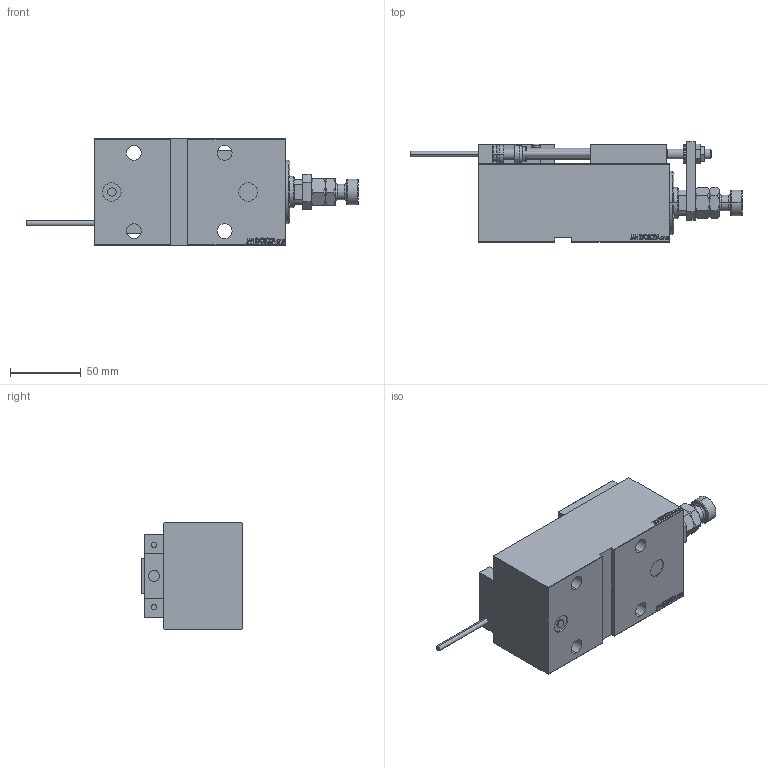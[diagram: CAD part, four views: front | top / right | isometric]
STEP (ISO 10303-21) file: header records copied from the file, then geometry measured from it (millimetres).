
FILE_DESCRIPTION (( 'STEP AP203' ), '1' );
FILE_NAME ('396d.STEP', '2024-02-12T06:17:53', ( '' ), ( '' ), 'SwSTEP 2.0', 'SolidWorks 2019', '' );
FILE_SCHEMA (( 'CONFIG_CONTROL_DESIGN' ));
Length unit declared in the file: millimetre
Products named in the file (17): ALLEN BOLT D5 dd793285cbdbed437b1c9fb0693f6b24; SWITCH X dd793285cbdbed437b1c9fb0693f6b24; X_Y_MFA dd793285cbdbed437b1c9fb0693f6b24; ALLEN BOLT D8 dd793285cbdbed437b1c9fb0693f6b24; Block dd793285cbdbed437b1c9fb0693f6b24; V450CM_E_VCP dd793285cbdbed437b1c9fb0693f6b24; V450CM_VC_B dd793285cbdbed437b1c9fb0693f6b24; NUT_D10 dd793285cbdbed437b1c9fb0693f6b24; 396d; SWITCH_X_FRONT_BACK dd793285cbdbed437b1c9fb0693f6b24; ZARAZKA dd793285cbdbed437b1c9fb0693f6b24; MAGNET dd793285cbdbed437b1c9fb0693f6b24; SWITCH DIM B,W dd793285cbdbed437b1c9fb0693f6b24; NUT_D12 dd793285cbdbed437b1c9fb0693f6b24; TYC_L79 dd793285cbdbed437b1c9fb0693f6b24; KONCOVKA dd793285cbdbed437b1c9fb0693f6b24; V450CM_E_Body dd793285cbdbed437b1c9fb0693f6b24
Assembly tree (26 placements, depth 3):
  396d
    V450CM_E_Body dd793285cbdbed437b1c9fb0693f6b24
    V450CM_E_VCP dd793285cbdbed437b1c9fb0693f6b24
    V450CM_VC_B dd793285cbdbed437b1c9fb0693f6b24
    SWITCH X dd793285cbdbed437b1c9fb0693f6b24
      SWITCH_X_FRONT_BACK dd793285cbdbed437b1c9fb0693f6b24  x2
      TYC_L79 dd793285cbdbed437b1c9fb0693f6b24
      Block dd793285cbdbed437b1c9fb0693f6b24  x2
      ALLEN BOLT D5 dd793285cbdbed437b1c9fb0693f6b24  x4
      ALLEN BOLT D8 dd793285cbdbed437b1c9fb0693f6b24  x4
      MAGNET dd793285cbdbed437b1c9fb0693f6b24  x2
      KONCOVKA dd793285cbdbed437b1c9fb0693f6b24  x2
    SWITCH DIM B,W dd793285cbdbed437b1c9fb0693f6b24
    ZARAZKA dd793285cbdbed437b1c9fb0693f6b24
    NUT_D10 dd793285cbdbed437b1c9fb0693f6b24
    NUT_D12 dd793285cbdbed437b1c9fb0693f6b24
    X_Y_MFA dd793285cbdbed437b1c9fb0693f6b24
Bounding box: 234 x 70.5 x 75 mm (x, y, z)
Volume: 560501.1 mm3; surface area: 111652.6 mm2
Topology: 25 solids, 25 shells, 1335 faces, 3182 edges, 2024 vertices
Faces by surface type: plane 584, bspline 380, cylinder 178, cone 141, torus 48, sphere 4
Entity records: 51414 total; most frequent: CARTESIAN_POINT 25908, ORIENTED_EDGE 5384, DIRECTION 3647, EDGE_CURVE 2692, VERTEX_POINT 1748, VECTOR 1521, LINE 1521, EDGE_LOOP 1242
